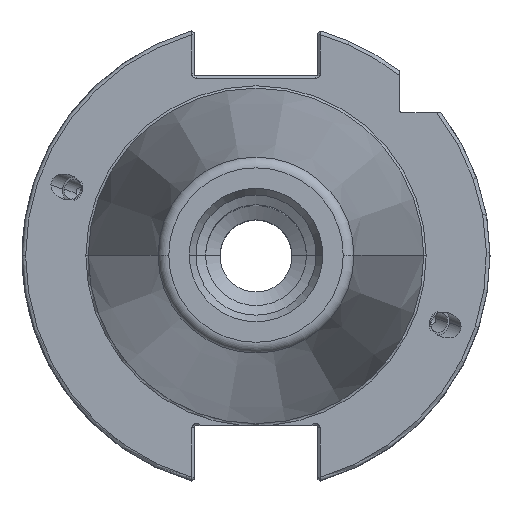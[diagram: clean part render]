
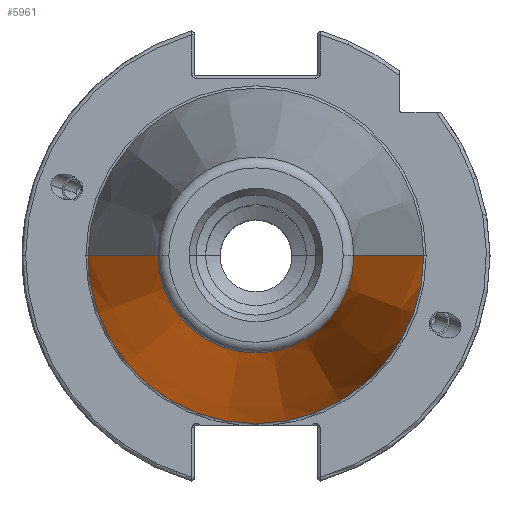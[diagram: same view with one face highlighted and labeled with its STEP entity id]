
A CAD part, top view. The second image highlights one B-rep face of the part: STEP entity #5961.
In plain terms, the highlighted conical face has half-angle 8.297 degrees and reference radius 20.108 mm.
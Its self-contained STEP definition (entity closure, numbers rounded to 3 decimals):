
#260 = EDGE_CURVE ( 'NONE', #4145, #5319, #6652, .T. ) ;
#379 = ORIENTED_EDGE ( 'NONE', *, *, #2546, .T. ) ;
#1216 = FACE_OUTER_BOUND ( 'NONE', #5035, .T. ) ;
#1585 = CARTESIAN_POINT ( 'NONE',  ( 20.389, 0., 99.675 ) ) ;
#1738 = CARTESIAN_POINT ( 'NONE',  ( -20.108, 0., 101.6 ) ) ;
#1801 = ORIENTED_EDGE ( 'NONE', *, *, #6548, .F. ) ;
#2006 = ORIENTED_EDGE ( 'NONE', *, *, #260, .T. ) ;
#2151 = VECTOR ( 'NONE', #8538, 1000. ) ;
#2295 = DIRECTION ( 'NONE',  ( 0., 0., -1. ) ) ;
#2393 = DIRECTION ( 'NONE',  ( -1., 0., 0. ) ) ;
#2498 = DIRECTION ( 'NONE',  ( 0., 0., -1. ) ) ;
#2543 = CARTESIAN_POINT ( 'NONE',  ( -34.925, 0., 0. ) ) ;
#2546 = EDGE_CURVE ( 'NONE', #5319, #5290, #3549, .T. ) ;
#2623 = DIRECTION ( 'NONE',  ( 1., 0., 0. ) ) ;
#2937 = CARTESIAN_POINT ( 'NONE',  ( 0., 0., 99.675 ) ) ;
#3052 = DIRECTION ( 'NONE',  ( 0., 0., -1. ) ) ;
#3549 = LINE ( 'NONE', #1738, #2151 ) ;
#3889 = AXIS2_PLACEMENT_3D ( 'NONE', #6354, #2295, #7055 ) ;
#4108 = LINE ( 'NONE', #7427, #7520 ) ;
#4145 = VERTEX_POINT ( 'NONE', #1585 ) ;
#4876 = EDGE_CURVE ( 'NONE', #4145, #5203, #4108, .T. ) ;
#5035 = EDGE_LOOP ( 'NONE', ( #5838, #2006, #379, #1801 ) ) ;
#5049 = AXIS2_PLACEMENT_3D ( 'NONE', #2937, #2498, #2623 ) ;
#5149 = CARTESIAN_POINT ( 'NONE',  ( 34.925, 0., 0. ) ) ;
#5203 = VERTEX_POINT ( 'NONE', #5149 ) ;
#5290 = VERTEX_POINT ( 'NONE', #2543 ) ;
#5319 = VERTEX_POINT ( 'NONE', #6629 ) ;
#5473 = CIRCLE ( 'NONE', #3889, 34.925 ) ;
#5702 = CONICAL_SURFACE ( 'NONE', #6048, 20.108, 0.145 ) ;
#5838 = ORIENTED_EDGE ( 'NONE', *, *, #4876, .F. ) ;
#5961 = ADVANCED_FACE ( 'NONE', ( #1216 ), #5702, .T. ) ;
#6048 = AXIS2_PLACEMENT_3D ( 'NONE', #6428, #3052, #2393 ) ;
#6354 = CARTESIAN_POINT ( 'NONE',  ( 0., 0., 0. ) ) ;
#6428 = CARTESIAN_POINT ( 'NONE',  ( 0., 0., 101.6 ) ) ;
#6548 = EDGE_CURVE ( 'NONE', #5203, #5290, #5473, .T. ) ;
#6629 = CARTESIAN_POINT ( 'NONE',  ( -20.389, 0., 99.675 ) ) ;
#6652 = CIRCLE ( 'NONE', #5049, 20.389 ) ;
#7055 = DIRECTION ( 'NONE',  ( -1., 0., 0. ) ) ;
#7427 = CARTESIAN_POINT ( 'NONE',  ( 20.108, 0., 101.6 ) ) ;
#7520 = VECTOR ( 'NONE', #8731, 1000. ) ;
#8538 = DIRECTION ( 'NONE',  ( -0.144, 0., -0.99 ) ) ;
#8731 = DIRECTION ( 'NONE',  ( 0.144, 0., -0.99 ) ) ;
